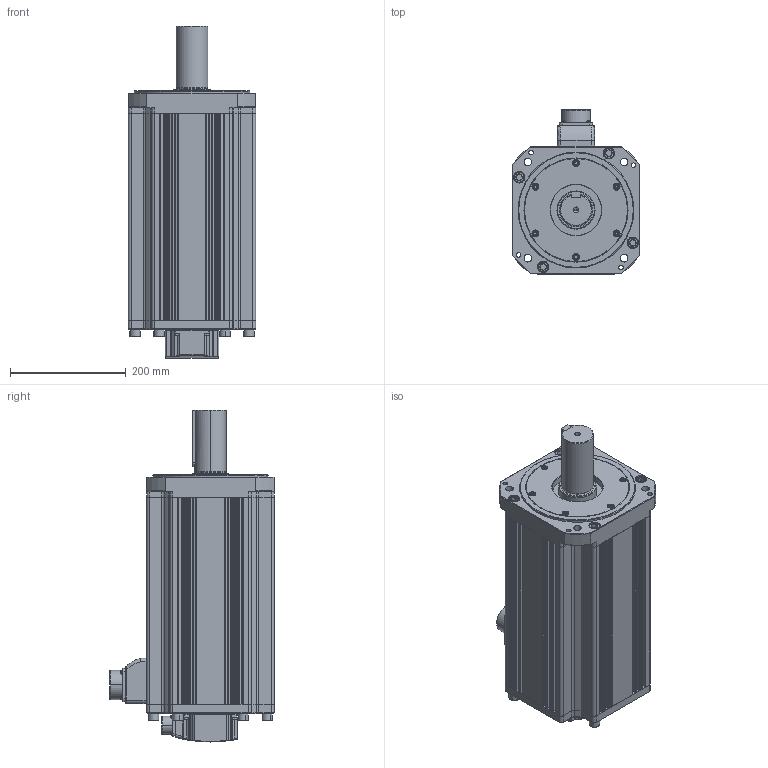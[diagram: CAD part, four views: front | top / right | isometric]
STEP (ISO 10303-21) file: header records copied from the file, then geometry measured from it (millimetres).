
FILE_DESCRIPTION (( 'STEP AP214' ), '1' );
FILE_NAME ('FM22GA001-4_Out Line(APM-FG150G_K).STEP', '2018-12-12T07:26:06', ( '' ), ( '' ), 'SwSTEP 2.0', 'SolidWorks 2011', '' );
FILE_SCHEMA (( 'AUTOMOTIVE_DESIGN' ));
Length unit declared in the file: millimetre
Products named in the file (1): FM22GA001-4_Out Line(APM-FG150G_K)
Bounding box: 220 x 283.7 x 574 mm (x, y, z)
Volume: 17825130.6 mm3; surface area: 1007787.2 mm2
Topology: 65 solids, 65 shells, 2149 faces, 5355 edges, 3402 vertices
Faces by surface type: cylinder 856, plane 746, cone 299, bspline 161, torus 85, sphere 2
Entity records: 98028 total; most frequent: CARTESIAN_POINT 22296, DIRECTION 10955, ORIENTED_EDGE 10554, EDGE_CURVE 5277, AXIS2_PLACEMENT_3D 4211, VERTEX_POINT 3402, VECTOR 2533, LINE 2533
